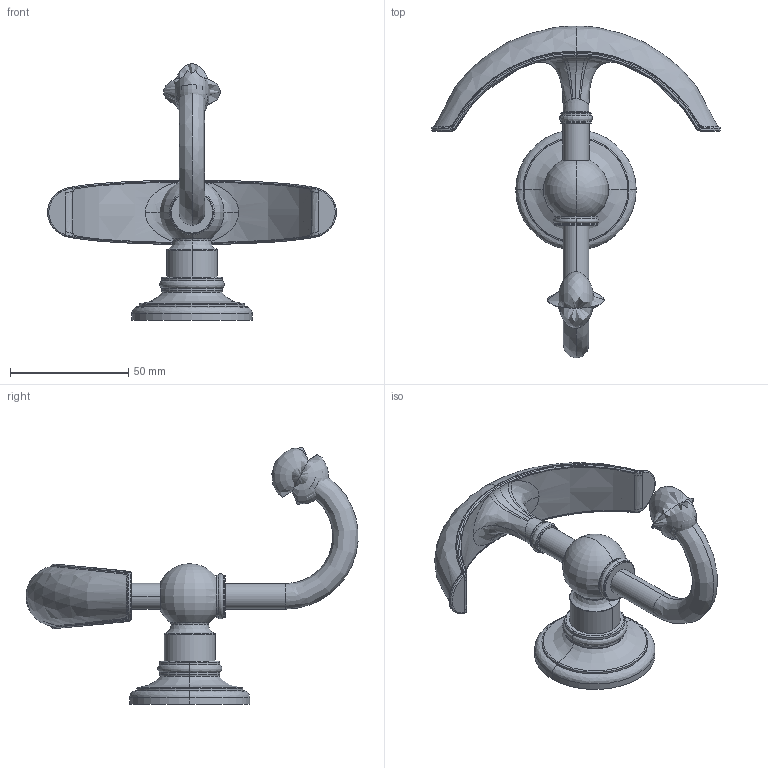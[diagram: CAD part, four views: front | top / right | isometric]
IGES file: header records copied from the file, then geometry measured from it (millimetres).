
Start section:  PTC IGES file: 4511.igs
Global section: file name: 4511.igs; native system: Creo Parametric by PTC Inc.; preprocessor: 2018400; author: jinson.thomas; organization: Unknown; date: 20211028.160122; units: inch
Bounding box: 121.89 x 140.1 x 108.34 mm (x, y, z)
Volume: 84207.5 mm3; surface area: 23984.7 mm2
Topology: 2 solids, 2 shells, 174 faces, 401 edges, 231 vertices
Faces by surface type: revolution 87, bspline 83, extrusion 4
